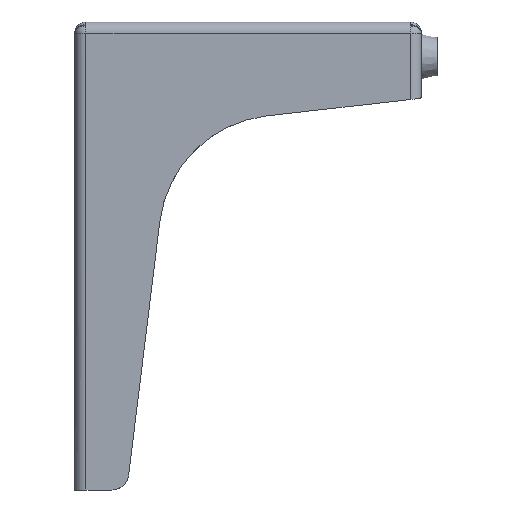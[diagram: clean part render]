
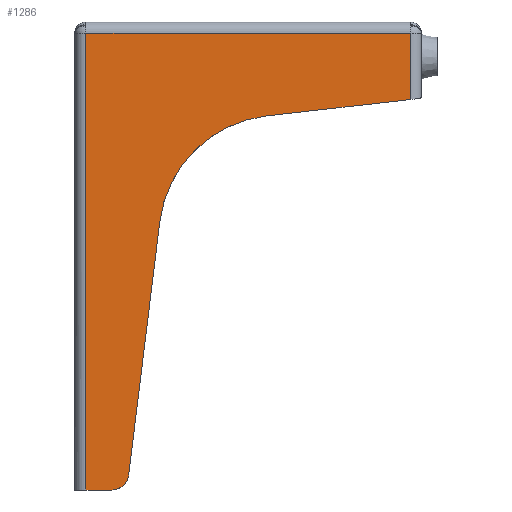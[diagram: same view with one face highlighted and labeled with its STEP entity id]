
A CAD part, left-side view. The second image highlights one B-rep face of the part: STEP entity #1286.
In plain terms, the highlighted planar face has unit normal (-1, 0, 0).
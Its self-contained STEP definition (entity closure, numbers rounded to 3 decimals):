
#37=B_SPLINE_CURVE_WITH_KNOTS('',3,(#2111,#2112,#2113,#2114,#2115,#2116,
#2117),.UNSPECIFIED.,.F.,.F.,(4,3,4),(0.,0.311,0.726),
 .UNSPECIFIED.);
#93=PLANE('',#1446);
#161=FACE_OUTER_BOUND('',#244,.T.);
#244=EDGE_LOOP('',(#1173,#1174,#1175,#1176,#1177,#1178,#1179,#1180));
#312=CIRCLE('',#1445,35.);
#370=LINE('',#2130,#469);
#391=LINE('',#2348,#490);
#392=LINE('',#2365,#491);
#408=LINE('',#2409,#507);
#409=LINE('',#2412,#508);
#413=LINE('',#2459,#512);
#469=VECTOR('',#1627,10.);
#490=VECTOR('',#1692,10.);
#491=VECTOR('',#1699,10.);
#507=VECTOR('',#1765,10.);
#508=VECTOR('',#1770,10.);
#512=VECTOR('',#1810,10.);
#592=VERTEX_POINT('',#2105);
#593=VERTEX_POINT('',#2110);
#595=VERTEX_POINT('',#2128);
#623=VERTEX_POINT('',#2334);
#624=VERTEX_POINT('',#2347);
#625=VERTEX_POINT('',#2363);
#627=VERTEX_POINT('',#2402);
#628=VERTEX_POINT('',#2407);
#728=EDGE_CURVE('',#592,#593,#37,.T.);
#732=EDGE_CURVE('',#592,#595,#370,.T.);
#774=EDGE_CURVE('',#624,#623,#391,.T.);
#778=EDGE_CURVE('',#625,#623,#392,.T.);
#801=EDGE_CURVE('',#628,#627,#408,.T.);
#802=EDGE_CURVE('',#627,#625,#409,.T.);
#815=EDGE_CURVE('',#628,#593,#413,.T.);
#816=EDGE_CURVE('',#595,#624,#312,.T.);
#1173=ORIENTED_EDGE('',*,*,#728,.F.);
#1174=ORIENTED_EDGE('',*,*,#732,.T.);
#1175=ORIENTED_EDGE('',*,*,#816,.T.);
#1176=ORIENTED_EDGE('',*,*,#774,.T.);
#1177=ORIENTED_EDGE('',*,*,#778,.F.);
#1178=ORIENTED_EDGE('',*,*,#802,.F.);
#1179=ORIENTED_EDGE('',*,*,#801,.F.);
#1180=ORIENTED_EDGE('',*,*,#815,.T.);
#1286=ADVANCED_FACE('',(#161),#93,.F.);
#1445=AXIS2_PLACEMENT_3D('',#2461,#1813,#1814);
#1446=AXIS2_PLACEMENT_3D('',#2462,#1815,#1816);
#1627=DIRECTION('',(0.,-0.122,0.993));
#1692=DIRECTION('',(0.,-0.994,0.113));
#1699=DIRECTION('',(0.,0.,-1.));
#1765=DIRECTION('',(0.,0.,1.));
#1770=DIRECTION('',(0.,-1.,0.));
#1810=DIRECTION('',(0.,-1.,0.));
#1813=DIRECTION('center_axis',(1.,0.,0.));
#1814=DIRECTION('ref_axis',(0.,-0.993,-0.122));
#1815=DIRECTION('center_axis',(1.,0.,0.));
#1816=DIRECTION('ref_axis',(0.,0.,
-1.));
#2105=CARTESIAN_POINT('',(0.,84.461,-130.609));
#2110=CARTESIAN_POINT('',(0.,89.424,-135.));
#2111=CARTESIAN_POINT('Ctrl Pts',(0.,84.461,
-130.609));
#2112=CARTESIAN_POINT('Ctrl Pts',(0.,84.587,
-131.636));
#2113=CARTESIAN_POINT('Ctrl Pts',(0.,85.042,
-132.624));
#2114=CARTESIAN_POINT('Ctrl Pts',(0.,85.742,
-133.383));
#2115=CARTESIAN_POINT('Ctrl Pts',(0.,86.675,
-134.395));
#2116=CARTESIAN_POINT('Ctrl Pts',(0.,88.044,
-135.));
#2117=CARTESIAN_POINT('Ctrl Pts',(0.,89.424,
-135.));
#2128=CARTESIAN_POINT('',(0.,75.497,-57.605));
#2130=CARTESIAN_POINT('',(0.,75.497,-57.605));
#2334=CARTESIAN_POINT('',(0.,3.2,-22.365));
#2347=CARTESIAN_POINT('',(0.,44.72,-27.095));
#2348=CARTESIAN_POINT('',(0.,0.,-22.));
#2363=CARTESIAN_POINT('',(0.,3.2,-3.2));
#2365=CARTESIAN_POINT('',(0.,3.2,-33.75));
#2402=CARTESIAN_POINT('',(0.,96.8,-3.2));
#2407=CARTESIAN_POINT('',(0.,96.8,-135.));
#2409=CARTESIAN_POINT('',(0.,96.8,-33.75));
#2412=CARTESIAN_POINT('',(0.,50.,-3.2));
#2459=CARTESIAN_POINT('',(0.,85.,-135.));
#2461=CARTESIAN_POINT('Origin',(0.,40.758,
-61.87));
#2462=CARTESIAN_POINT('Origin',(0.,50.,-67.5));
